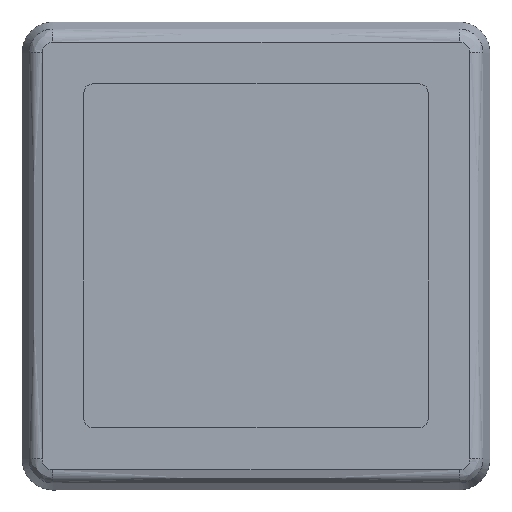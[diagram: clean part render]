
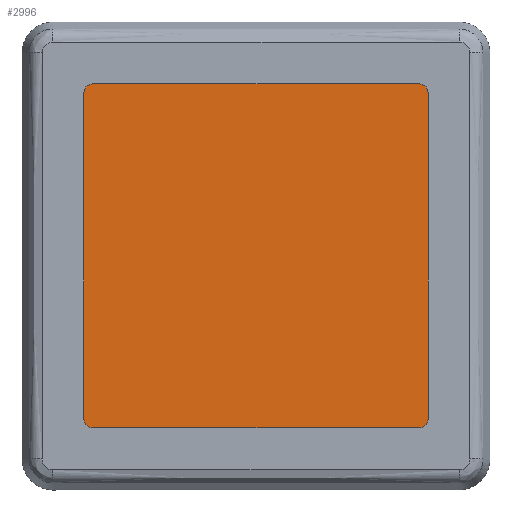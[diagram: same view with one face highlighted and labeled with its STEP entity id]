
A CAD part, top view. The second image highlights one B-rep face of the part: STEP entity #2996.
In plain terms, the highlighted planar face has unit normal (0, 0, 1).
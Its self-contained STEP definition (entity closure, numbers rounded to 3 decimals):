
#2248 = VERTEX_POINT ( 'NONE', #5489 ) ;
#2249 = VERTEX_POINT ( 'NONE', #5490 ) ;
#2251 = VERTEX_POINT ( 'NONE', #5492 ) ;
#2253 = VERTEX_POINT ( 'NONE', #5494 ) ;
#2286 = EDGE_LOOP ( 'NONE', ( #2395, #2396, #2397, #2393 ) ) ;
#2393 = ORIENTED_EDGE ( 'NONE', *, *, #2532, .T. ) ;
#2395 = ORIENTED_EDGE ( 'NONE', *, *, #2523, .T. ) ;
#2396 = ORIENTED_EDGE ( 'NONE', *, *, #2527, .T. ) ;
#2397 = ORIENTED_EDGE ( 'NONE', *, *, #2530, .T. ) ;
#2523 = EDGE_CURVE ( 'NONE', #2249, #2248, #6925, .T. ) ;
#2527 = EDGE_CURVE ( 'NONE', #2248, #2251, #6937, .T. ) ;
#2530 = EDGE_CURVE ( 'NONE', #2251, #2253, #6946, .T. ) ;
#2532 = EDGE_CURVE ( 'NONE', #2253, #2249, #6952, .T. ) ;
#2996 = ADVANCED_FACE ( 'NONE', ( #9763 ), #9662, .T. ) ;
#5489 = CARTESIAN_POINT ( 'NONE',  ( -55., -60., 6. ) ) ;
#5490 = CARTESIAN_POINT ( 'NONE',  ( -55., 60., 6. ) ) ;
#5492 = CARTESIAN_POINT ( 'NONE',  ( 55., -60., 6. ) ) ;
#5494 = CARTESIAN_POINT ( 'NONE',  ( 55., 60., 6. ) ) ;
#6925 = LINE ( 'NONE', #6926, #7231 ) ;
#6926 = CARTESIAN_POINT ( 'NONE',  ( -55., 60., 6. ) ) ;
#6927 = DIRECTION ( 'NONE',  ( 0., -1., 0. ) ) ;
#6937 = LINE ( 'NONE', #6938, #7235 ) ;
#6938 = CARTESIAN_POINT ( 'NONE',  ( -55., -60., 6. ) ) ;
#6939 = DIRECTION ( 'NONE',  ( 1., 0., 0. ) ) ;
#6946 = LINE ( 'NONE', #6947, #7239 ) ;
#6947 = CARTESIAN_POINT ( 'NONE',  ( 55., 60., 6. ) ) ;
#6948 = DIRECTION ( 'NONE',  ( 0., 1., 0. ) ) ;
#6952 = LINE ( 'NONE', #6953, #7242 ) ;
#6953 = CARTESIAN_POINT ( 'NONE',  ( -55., 60., 6. ) ) ;
#6954 = DIRECTION ( 'NONE',  ( -1., 0., 0. ) ) ;
#7231 = VECTOR ( 'NONE', #6927, 1000. ) ;
#7235 = VECTOR ( 'NONE', #6939, 1000. ) ;
#7239 = VECTOR ( 'NONE', #6948, 1000. ) ;
#7242 = VECTOR ( 'NONE', #6954, 1000. ) ;
#9662 = PLANE ( 'NONE',  #9766 ) ;
#9663 = CARTESIAN_POINT ( 'NONE',  ( -55., -60., 6. ) ) ;
#9664 = DIRECTION ( 'NONE',  ( 0., 0., 1. ) ) ;
#9665 = DIRECTION ( 'NONE',  ( 1., 0., 0. ) ) ;
#9763 = FACE_OUTER_BOUND ( 'NONE', #2286, .T. ) ;
#9766 = AXIS2_PLACEMENT_3D ( 'NONE', #9663, #9664, #9665 ) ;
